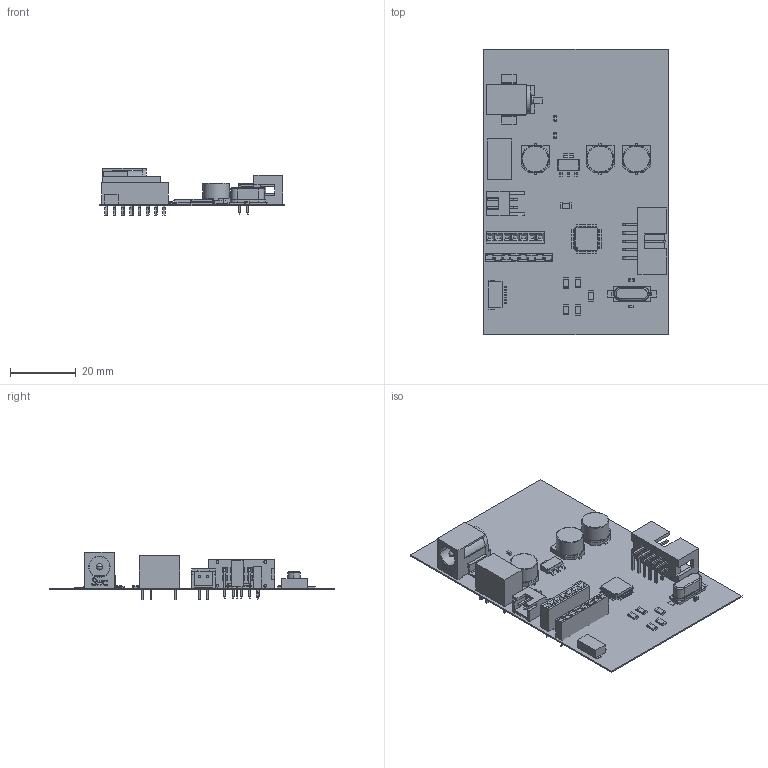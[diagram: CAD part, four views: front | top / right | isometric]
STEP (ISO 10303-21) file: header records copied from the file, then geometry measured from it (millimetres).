
FILE_DESCRIPTION(('Open CASCADE Model'),'2;1');
FILE_NAME('Open CASCADE Shape Model','2020-03-19T13:26:08',('Author'),( 'Open CASCADE'),'Open CASCADE STEP processor 6.8','Open CASCADE 6.8' ,'Unknown');
FILE_SCHEMA(('AUTOMOTIVE_DESIGN { 1 0 10303 214 1 1 1 1 }'));
Length unit declared in the file: millimetre
Products named in the file (72): PCB; Board; Open CASCADE STEP translator 6.8 1.1.1; Y1; User_Library-HC49-SMD; U3; CircuitWorks-SOT-223; U1; User_Library-QFP32; User_Library-QFP32_User_Library-PQFP_32_P0.8_QFPbody_1; User_Library-QFP32_User_Library-PQFP_32_P0.8_QFPleg_1; User_Library-QFP32_User_Library-PQFP_32_P0.8_QFPleg_MIR1_1; User_Library-QFP32_User_Library-PQFP_32_P0.8_QFPleg_MIR_1; R6; CircuitWorks-RESISTOR_1206; R5; R4; R3; R2; R1; K1; 6171385888; J6; User_Library-S2B-XH-A-1; J5; c-215297-8-d-3d; J4; 6171385648; Body; ('pin',_'1'); ('pin',_'2'); ('pin',_'3'); ('pin',_'4'); ('pin',_'5'); ('pin',_'6'); ('pin',_'7'); ('pin',_'8'); J3; c-534237-5-s-3d; J2 ...
Assembly tree (116 placements, depth 4):
  PCB
    Board
      Open CASCADE STEP translator 6.8 1.1.1
    Y1
      User_Library-HC49-SMD
    U3
      CircuitWorks-SOT-223
    U1
      User_Library-QFP32
        User_Library-QFP32_User_Library-PQFP_32_P0.8_QFPbody_1
        User_Library-QFP32_User_Library-PQFP_32_P0.8_QFPleg_1  x16
        User_Library-QFP32_User_Library-PQFP_32_P0.8_QFPleg_MIR1_1  x8
        User_Library-QFP32_User_Library-PQFP_32_P0.8_QFPleg_MIR_1  x8
    R6
      CircuitWorks-RESISTOR_1206
    R5
      CircuitWorks-RESISTOR_1206
    R4
      CircuitWorks-RESISTOR_1206
    R3
      CircuitWorks-RESISTOR_1206
    R2
      CircuitWorks-RESISTOR_1206
    R1
      CircuitWorks-RESISTOR_1206
    K1
      6171385888
    J6
      User_Library-S2B-XH-A-1
    J5
      c-215297-8-d-3d
    J4
      6171385648
        Body
        ('pin',_'1')
        ('pin',_'2')
        ('pin',_'3')
        ('pin',_'4')
        ('pin',_'5')
        ('pin',_'6')
        ('pin',_'7')
        ('pin',_'8')
    J3
      c-534237-5-s-3d
    J2
      User_Library-RASM722
        RASM722_Gehaeuse
        RASM722_Federkontakt
    J1
      61201021721_Download_STP_61201021721_rev1
        61201021621
        6120xx21721_PIN  x5
        6120xx21721_PIN_LONGUE  x5
    C7
      6171387808
        Base
        Pin1Fillet
        Pin2Fillet
        Fillet
    C6
Bounding box: 56.33 x 87.03 x 14.58 mm (x, y, z)
Volume: 7148.7 mm3; surface area: 17442.6 mm2
Topology: 93 solids, 93 shells, 2214 faces, 5313 edges, 3298 vertices
Faces by surface type: plane 1609, cylinder 449, bspline 59, sphere 58, torus 37, cone 2
Full cylindrical faces by diameter (mm): 0.85 x6, 8.2 x3
Entity records: 50208 total; most frequent: CARTESIAN_POINT 13801, DIRECTION 6488, ORIENTED_EDGE 6450, EDGE_CURVE 3225, LINE 2488, VECTOR 2488, VERTEX_POINT 2014, AXIS2_PLACEMENT_3D 2000
